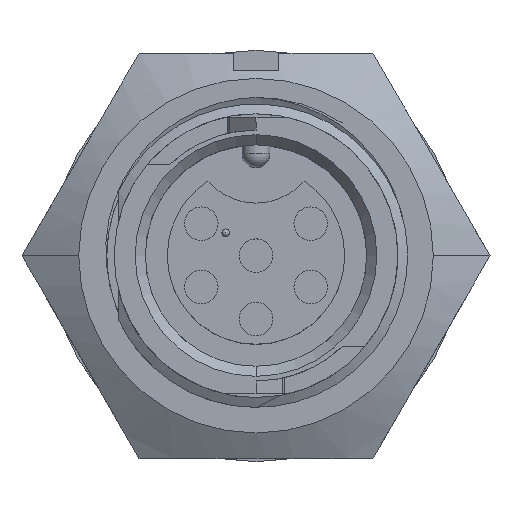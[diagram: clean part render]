
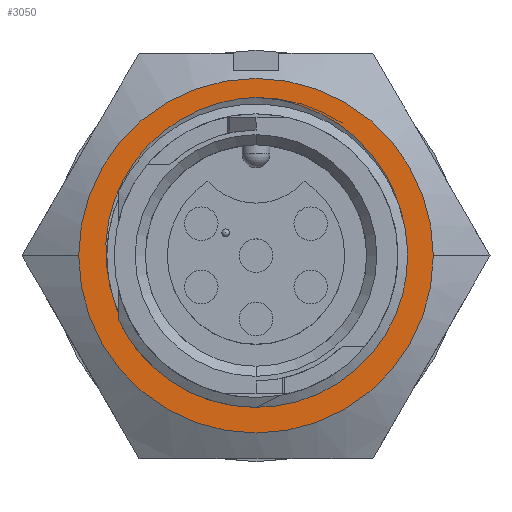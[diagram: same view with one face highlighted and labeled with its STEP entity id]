
A CAD part, top view. The second image highlights one B-rep face of the part: STEP entity #3050.
In plain terms, the highlighted planar face has unit normal (0, 0, 1).
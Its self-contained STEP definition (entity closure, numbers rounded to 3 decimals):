
#529 = CARTESIAN_POINT ( 'NONE',  ( 7.475, 1.355, -6.216 ) ) ;
#564 = CARTESIAN_POINT ( 'NONE',  ( -2.248, 7.557, -6.216 ) ) ;
#605 = CARTESIAN_POINT ( 'NONE',  ( 3.795, 6.845, -6.216 ) ) ;
#687 = CARTESIAN_POINT ( 'NONE',  ( 6.557, 4.028, -6.216 ) ) ;
#747 = EDGE_LOOP ( 'NONE', ( #5315, #9257 ) ) ;
#894 = FACE_OUTER_BOUND ( 'NONE', #747, .T. ) ;
#912 = DIRECTION ( 'NONE',  ( 0., 0., -1. ) ) ;
#1551 = DIRECTION ( 'NONE',  ( 0., 0., -1. ) ) ;
#1660 = CARTESIAN_POINT ( 'NONE',  ( -7.534, -0.057, -6.216 ) ) ;
#1734 = CARTESIAN_POINT ( 'NONE',  ( -7.4, -1.192, -6.216 ) ) ;
#1772 = CARTESIAN_POINT ( 'NONE',  ( 7.466, -0.913, -6.216 ) ) ;
#1892 = CARTESIAN_POINT ( 'NONE',  ( -7.475, 1.358, -6.216 ) ) ;
#2377 = AXIS2_PLACEMENT_3D ( 'NONE', #5108, #6109, #10230 ) ;
#2723 = CARTESIAN_POINT ( 'NONE',  ( 0., 0., -6.216 ) ) ;
#2886 = DIRECTION ( 'NONE',  ( -1., 0., 0. ) ) ;
#3050 = ADVANCED_FACE ( 'NONE', ( #10870, #894 ), #11113, .F. ) ;
#3933 = ORIENTED_EDGE ( 'NONE', *, *, #7521, .T. ) ;
#4317 = CARTESIAN_POINT ( 'NONE',  ( -6.555, 4.03, -6.216 ) ) ;
#4433 = CARTESIAN_POINT ( 'NONE',  ( 7.23, 2.457, -6.216 ) ) ;
#4524 = CARTESIAN_POINT ( 'NONE',  ( 6.255, 4.516, -6.216 ) ) ;
#4731 = DIRECTION ( 'NONE',  ( 0., 0., -1. ) ) ;
#5040 = AXIS2_PLACEMENT_3D ( 'NONE', #13658, #912, #13409 ) ;
#5108 = CARTESIAN_POINT ( 'NONE',  ( 0., 0., -6.216 ) ) ;
#5315 = ORIENTED_EDGE ( 'NONE', *, *, #12276, .F. ) ;
#5633 = CARTESIAN_POINT ( 'NONE',  ( 7.532, -0.351, -6.216 ) ) ;
#5667 = CARTESIAN_POINT ( 'NONE',  ( -0.572, 7.92, -6.216 ) ) ;
#5707 = CARTESIAN_POINT ( 'NONE',  ( 1.417, 7.769, -6.216 ) ) ;
#5743 = CARTESIAN_POINT ( 'NONE',  ( -7.45, -0.91, -6.216 ) ) ;
#6109 = DIRECTION ( 'NONE',  ( 0., 0., 1. ) ) ;
#7037 = CARTESIAN_POINT ( 'NONE',  ( 0.286, 7.929, -6.216 ) ) ;
#7252 = EDGE_CURVE ( 'NONE', #13396, #7859, #10675, .T. ) ;
#7521 = EDGE_CURVE ( 'NONE', #12965, #13396, #14666, .T. ) ;
#7818 = CARTESIAN_POINT ( 'NONE',  ( 7.334, -1.47, -6.216 ) ) ;
#7859 = VERTEX_POINT ( 'NONE', #7818 ) ;
#8103 = CARTESIAN_POINT ( 'NONE',  ( -7.334, -1.47, -6.216 ) ) ;
#8217 = CARTESIAN_POINT ( 'NONE',  ( 5.145, 5.822, -6.216 ) ) ;
#8301 = CARTESIAN_POINT ( 'NONE',  ( 0.57, 7.904, -6.216 ) ) ;
#8336 = CARTESIAN_POINT ( 'NONE',  ( -8.89, 0., -6.216 ) ) ;
#8464 = AXIS2_PLACEMENT_3D ( 'NONE', #2723, #1551, #2886 ) ;
#9073 = CIRCLE ( 'NONE', #5040, 8.89 ) ;
#9257 = ORIENTED_EDGE ( 'NONE', *, *, #15965, .F. ) ;
#9489 = CARTESIAN_POINT ( 'NONE',  ( 7.047, 2.994, -6.216 ) ) ;
#9527 = CARTESIAN_POINT ( 'NONE',  ( -2.787, 7.354, -6.216 ) ) ;
#9542 = CARTESIAN_POINT ( 'NONE',  ( 0., 7.938, -6.216 ) ) ;
#9549 = CIRCLE ( 'NONE', #8464, 8.89 ) ;
#9566 = CARTESIAN_POINT ( 'NONE',  ( 7.334, -1.47, -6.216 ) ) ;
#9606 = CARTESIAN_POINT ( 'NONE',  ( -7.517, -0.343, -6.216 ) ) ;
#9857 = DIRECTION ( 'NONE',  ( -1., 0., 0. ) ) ;
#10230 = DIRECTION ( 'NONE',  ( 1., 0., 0. ) ) ;
#10553 = CARTESIAN_POINT ( 'NONE',  ( -3.795, 6.844, -6.216 ) ) ;
#10675 = B_SPLINE_CURVE_WITH_KNOTS ( 'NONE', 3,
 ( #13516, #7037, #8301, #15935, #5707, #10829, #14597, #605, #10753, #8217, #12169, #4524, #687, #9489, #4433, #529, #12015, #5633, #1772, #9566 ),
 .UNSPECIFIED., .F., .F.,
 ( 4, 2, 2, 2, 2, 2, 2, 2, 2, 4 ),
 ( 0., 0.001, 0.002, 0.003, 0.005, 0.007, 0.009, 0.01, 0.012, 0.014 ),
 .UNSPECIFIED. ) ;
#10717 = CARTESIAN_POINT ( 'NONE',  ( -6.251, 4.521, -6.216 ) ) ;
#10753 = CARTESIAN_POINT ( 'NONE',  ( 4.269, 6.536, -6.216 ) ) ;
#10829 = CARTESIAN_POINT ( 'NONE',  ( 2.242, 7.558, -6.216 ) ) ;
#10869 = CARTESIAN_POINT ( 'NONE',  ( -4.27, 6.536, -6.216 ) ) ;
#10870 = FACE_BOUND ( 'NONE', #14605, .T. ) ;
#11006 = EDGE_CURVE ( 'NONE', #12965, #7859, #11773, .T. ) ;
#11113 = PLANE ( 'NONE',  #14340 ) ;
#11773 = CIRCLE ( 'NONE', #2377, 7.48 ) ;
#11814 = CARTESIAN_POINT ( 'NONE',  ( -7.536, 0.794, -6.216 ) ) ;
#12015 = CARTESIAN_POINT ( 'NONE',  ( 7.537, 0.781, -6.216 ) ) ;
#12051 = CARTESIAN_POINT ( 'NONE',  ( -7.225, 2.475, -6.216 ) ) ;
#12169 = CARTESIAN_POINT ( 'NONE',  ( 5.55, 5.413, -6.216 ) ) ;
#12276 = EDGE_CURVE ( 'NONE', #13171, #13769, #9549, .T. ) ;
#12965 = VERTEX_POINT ( 'NONE', #16500 ) ;
#13149 = CARTESIAN_POINT ( 'NONE',  ( -5.156, 5.813, -6.216 ) ) ;
#13171 = VERTEX_POINT ( 'NONE', #8336 ) ;
#13309 = CARTESIAN_POINT ( 'NONE',  ( -7.04, 3.009, -6.216 ) ) ;
#13396 = VERTEX_POINT ( 'NONE', #9542 ) ;
#13409 = DIRECTION ( 'NONE',  ( -1., 0., 0. ) ) ;
#13516 = CARTESIAN_POINT ( 'NONE',  ( 0., 7.938, -6.216 ) ) ;
#13658 = CARTESIAN_POINT ( 'NONE',  ( 0., 0., -6.216 ) ) ;
#13769 = VERTEX_POINT ( 'NONE', #16416 ) ;
#14340 = AXIS2_PLACEMENT_3D ( 'NONE', #16228, #4731, #9857 ) ;
#14478 = CARTESIAN_POINT ( 'NONE',  ( 0., 7.938, -6.216 ) ) ;
#14597 = CARTESIAN_POINT ( 'NONE',  ( 2.774, 7.36, -6.216 ) ) ;
#14605 = EDGE_LOOP ( 'NONE', ( #3933, #16509, #15713 ) ) ;
#14666 = B_SPLINE_CURVE_WITH_KNOTS ( 'NONE', 3,
 ( #8103, #1734, #5743, #9606, #1660, #11814, #1892, #12051, #13309, #4317, #10717, #15819, #13149, #10869, #10553, #9527, #564, #15894, #5667, #14478 ),
 .UNSPECIFIED., .F., .F.,
 ( 4, 2, 2, 2, 2, 2, 2, 2, 2, 4 ),
 ( 0., 0.001, 0.002, 0.003, 0.005, 0.007, 0.009, 0.01, 0.012, 0.014 ),
 .UNSPECIFIED. ) ;
#15713 = ORIENTED_EDGE ( 'NONE', *, *, #11006, .F. ) ;
#15819 = CARTESIAN_POINT ( 'NONE',  ( -5.552, 5.41, -6.216 ) ) ;
#15894 = CARTESIAN_POINT ( 'NONE',  ( -1.142, 7.839, -6.216 ) ) ;
#15935 = CARTESIAN_POINT ( 'NONE',  ( 1.136, 7.824, -6.216 ) ) ;
#15965 = EDGE_CURVE ( 'NONE', #13769, #13171, #9073, .T. ) ;
#16228 = CARTESIAN_POINT ( 'NONE',  ( -5.866, -10.16, -6.216 ) ) ;
#16416 = CARTESIAN_POINT ( 'NONE',  ( 8.89, 0., -6.216 ) ) ;
#16500 = CARTESIAN_POINT ( 'NONE',  ( -7.334, -1.47, -6.216 ) ) ;
#16509 = ORIENTED_EDGE ( 'NONE', *, *, #7252, .T. ) ;
